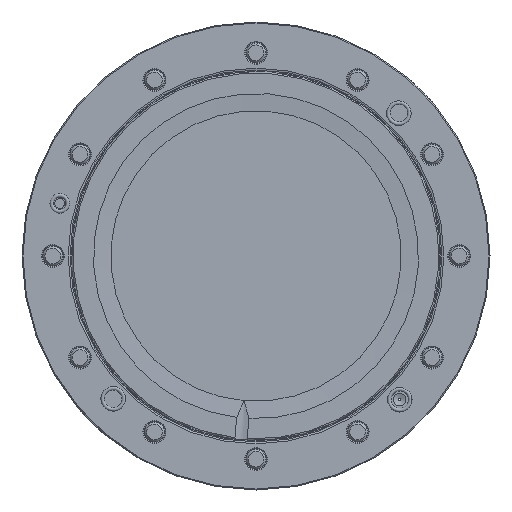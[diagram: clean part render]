
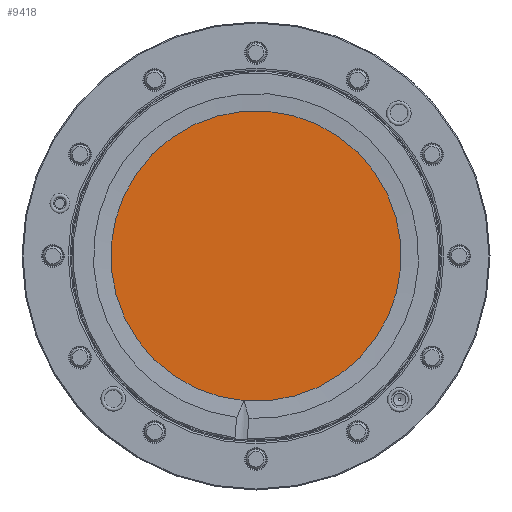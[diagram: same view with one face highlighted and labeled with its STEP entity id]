
A CAD part, front view. The second image highlights one B-rep face of the part: STEP entity #9418.
In plain terms, the highlighted planar face has unit normal (0, -1, 0).
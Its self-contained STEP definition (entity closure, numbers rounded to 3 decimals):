
#2662 = CARTESIAN_POINT ( 'NONE',  ( -4.818, -44.5, -58.749 ) ) ;
#3124 = AXIS2_PLACEMENT_3D ( 'NONE', #16285, #8946, #14718 ) ;
#5010 = DIRECTION ( 'NONE',  ( 0., 1., 0. ) ) ;
#6642 = VERTEX_POINT ( 'NONE', #2662 ) ;
#8558 = EDGE_LOOP ( 'NONE', ( #17403 ) ) ;
#8946 = DIRECTION ( 'NONE',  ( 0., -1., 0. ) ) ;
#9418 = ADVANCED_FACE ( 'NONE', ( #16471 ), #17839, .T. ) ;
#10998 = DIRECTION ( 'NONE',  ( 0.082, 0., 0.997 ) ) ;
#12145 = AXIS2_PLACEMENT_3D ( 'NONE', #18438, #5010, #10998 ) ;
#14718 = DIRECTION ( 'NONE',  ( -0.082, 0., -0.997 ) ) ;
#16285 = CARTESIAN_POINT ( 'NONE',  ( 32.366, -44.5, -2.654 ) ) ;
#16471 = FACE_OUTER_BOUND ( 'NONE', #8558, .T. ) ;
#17403 = ORIENTED_EDGE ( 'NONE', *, *, #19224, .F. ) ;
#17751 = CIRCLE ( 'NONE', #12145, 58.947 ) ;
#17839 = PLANE ( 'NONE',  #3124 ) ;
#18438 = CARTESIAN_POINT ( 'NONE',  ( 0., -44.5, 0. ) ) ;
#19224 = EDGE_CURVE ( 'NONE', #6642, #6642, #17751, .T. ) ;
